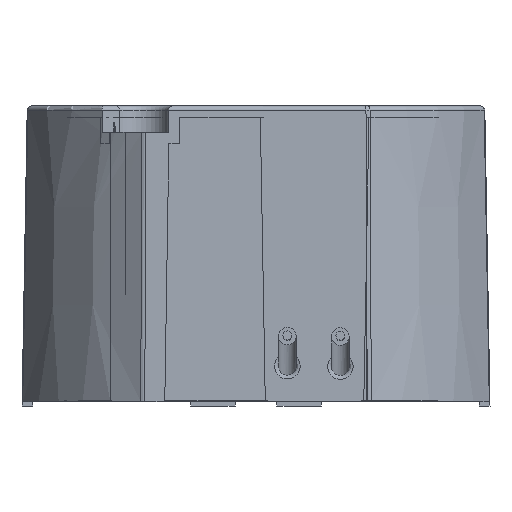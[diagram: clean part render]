
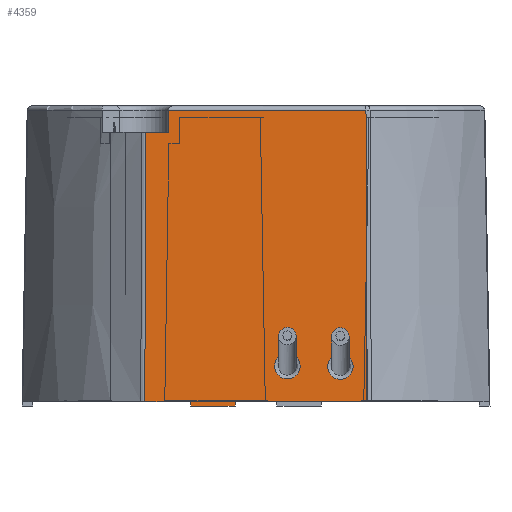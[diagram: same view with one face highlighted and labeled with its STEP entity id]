
A CAD part, front view. The second image highlights one B-rep face of the part: STEP entity #4359.
In plain terms, the highlighted planar face has unit normal (0, -1, 0.018).
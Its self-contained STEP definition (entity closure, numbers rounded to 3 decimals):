
#55=ELLIPSE('',#4614,0.5,0.5);
#145=CIRCLE('',#4612,1.45);
#146=CIRCLE('',#4613,1.45);
#300=B_SPLINE_CURVE_WITH_KNOTS('',3,(#6372,#6373,#6374,#6375),
 .UNSPECIFIED.,.F.,.F.,(4,4),(0.,0.033),.UNSPECIFIED.);
#301=B_SPLINE_CURVE_WITH_KNOTS('',3,(#6382,#6383,#6384,#6385),
 .UNSPECIFIED.,.F.,.F.,(4,4),(0.003,0.034),
 .UNSPECIFIED.);
#700=ORIENTED_EDGE('',*,*,#1490,.T.);
#701=ORIENTED_EDGE('',*,*,#1491,.T.);
#702=ORIENTED_EDGE('',*,*,#1492,.T.);
#703=ORIENTED_EDGE('',*,*,#1493,.T.);
#704=ORIENTED_EDGE('',*,*,#1494,.T.);
#705=ORIENTED_EDGE('',*,*,#1495,.F.);
#706=ORIENTED_EDGE('',*,*,#1433,.T.);
#707=ORIENTED_EDGE('',*,*,#1496,.T.);
#708=ORIENTED_EDGE('',*,*,#1330,.T.);
#709=ORIENTED_EDGE('',*,*,#1497,.F.);
#710=ORIENTED_EDGE('',*,*,#1498,.T.);
#711=ORIENTED_EDGE('',*,*,#1499,.T.);
#712=ORIENTED_EDGE('',*,*,#1295,.T.);
#1295=EDGE_CURVE('',#1731,#1730,#2031,.F.);
#1330=EDGE_CURVE('',#1758,#1757,#2042,.F.);
#1433=EDGE_CURVE('',#1849,#1848,#2101,.F.);
#1490=EDGE_CURVE('',#1891,#1891,#145,.F.);
#1491=EDGE_CURVE('',#1892,#1892,#146,.F.);
#1492=EDGE_CURVE('',#1730,#1893,#300,.T.);
#1493=EDGE_CURVE('',#1893,#1894,#2127,.F.);
#1494=EDGE_CURVE('',#1894,#1895,#55,.T.);
#1495=EDGE_CURVE('',#1849,#1895,#2128,.F.);
#1496=EDGE_CURVE('',#1848,#1758,#301,.T.);
#1497=EDGE_CURVE('',#1896,#1757,#2129,.T.);
#1498=EDGE_CURVE('',#1896,#1897,#2130,.T.);
#1499=EDGE_CURVE('',#1897,#1731,#2131,.T.);
#1730=VERTEX_POINT('',#5799);
#1731=VERTEX_POINT('',#5801);
#1757=VERTEX_POINT('',#5964);
#1758=VERTEX_POINT('',#5966);
#1848=VERTEX_POINT('',#6211);
#1849=VERTEX_POINT('',#6213);
#1891=VERTEX_POINT('',#6369);
#1892=VERTEX_POINT('',#6371);
#1893=VERTEX_POINT('',#6376);
#1894=VERTEX_POINT('',#6378);
#1895=VERTEX_POINT('',#6380);
#1896=VERTEX_POINT('',#6387);
#1897=VERTEX_POINT('',#6389);
#2031=LINE('',#5800,#2258);
#2042=LINE('',#5965,#2269);
#2101=LINE('',#6212,#2328);
#2127=LINE('',#6377,#2354);
#2128=LINE('',#6381,#2355);
#2129=LINE('',#6386,#2356);
#2130=LINE('',#6388,#2357);
#2131=LINE('',#6390,#2358);
#2258=VECTOR('',#4912,1000.);
#2269=VECTOR('',#4945,1000.);
#2328=VECTOR('',#5086,1000.);
#2354=VECTOR('',#5164,1000.);
#2355=VECTOR('',#5167,1000.);
#2356=VECTOR('',#5168,1000.);
#2357=VECTOR('',#5169,1000.);
#2358=VECTOR('',#5170,1000.);
#2503=EDGE_LOOP('',(#700));
#2504=EDGE_LOOP('',(#701));
#2505=EDGE_LOOP('',(#702,#703,#704,#705,#706,#707,#708,#709,#710,#711,#712));
#2738=FACE_BOUND('',#2503,.T.);
#2739=FACE_BOUND('',#2504,.T.);
#2740=FACE_BOUND('',#2505,.T.);
#2945=PLANE('',#4611);
#4359=ADVANCED_FACE('',(#2738,#2739,#2740),#2945,.T.);
#4611=AXIS2_PLACEMENT_3D('',#6367,#5158,#5159);
#4612=AXIS2_PLACEMENT_3D('',#6368,#5160,#5161);
#4613=AXIS2_PLACEMENT_3D('',#6370,#5162,#5163);
#4614=AXIS2_PLACEMENT_3D('',#6379,#5165,#5166);
#4912=DIRECTION('',(-1.,0.,0.));
#4945=DIRECTION('',(-1.,0.,0.));
#5086=DIRECTION('',(1.,0.,0.));
#5158=DIRECTION('',(0.,-1.,0.017));
#5159=DIRECTION('',(0.,0.017,1.));
#5160=DIRECTION('',(0.,-1.,0.017));
#5161=DIRECTION('',(0.,0.017,1.));
#5162=DIRECTION('',(0.,-1.,0.017));
#5163=DIRECTION('',(0.,0.017,1.));
#5164=DIRECTION('',(1.,0.,0.));
#5165=DIRECTION('',(0.,-1.,0.017));
#5166=DIRECTION('',(0.,-0.017,-1.));
#5167=DIRECTION('',(0.,-0.017,-1.));
#5168=DIRECTION('',(0.017,0.017,1.));
#5169=DIRECTION('',(1.,0.,0.));
#5170=DIRECTION('',(-0.017,0.017,1.));
#5799=CARTESIAN_POINT('',(4.909,-26.02,0.825));
#5800=CARTESIAN_POINT('',(-10.784,-26.02,0.825));
#5801=CARTESIAN_POINT('',(-10.071,-26.02,0.825));
#5964=CARTESIAN_POINT('',(-15.091,-26.02,0.825));
#5965=CARTESIAN_POINT('',(-10.784,-26.02,0.825));
#5966=CARTESIAN_POINT('',(-20.291,-26.02,0.825));
#6211=CARTESIAN_POINT('',(-20.161,-25.487,31.325));
#6212=CARTESIAN_POINT('',(-10.784,-25.487,31.325));
#6213=CARTESIAN_POINT('',(-17.62,-25.487,31.325));
#6367=CARTESIAN_POINT('',(-10.784,-26.02,0.825));
#6368=CARTESIAN_POINT('',(-4.138,-25.95,4.844));
#6369=CARTESIAN_POINT('',(-4.138,-25.924,6.293));
#6370=CARTESIAN_POINT('',(1.862,-25.95,4.805));
#6371=CARTESIAN_POINT('',(1.862,-25.925,6.254));
#6372=CARTESIAN_POINT('',(4.909,-26.02,0.825));
#6373=CARTESIAN_POINT('',(4.862,-25.828,11.828));
#6374=CARTESIAN_POINT('',(4.816,-25.636,22.831));
#6375=CARTESIAN_POINT('',(4.769,-25.443,33.833));
#6376=CARTESIAN_POINT('',(4.769,-25.443,33.833));
#6377=CARTESIAN_POINT('',(-17.62,-25.443,33.833));
#6378=CARTESIAN_POINT('',(-17.62,-25.443,33.833));
#6379=CARTESIAN_POINT('',(-17.12,-25.444,33.825));
#6380=CARTESIAN_POINT('',(-17.62,-25.444,33.825));
#6381=CARTESIAN_POINT('',(-17.62,-26.02,0.825));
#6382=CARTESIAN_POINT('',(-20.161,-25.487,31.325));
#6383=CARTESIAN_POINT('',(-20.205,-25.665,21.158));
#6384=CARTESIAN_POINT('',(-20.248,-25.842,10.991));
#6385=CARTESIAN_POINT('',(-20.291,-26.02,0.825));
#6386=CARTESIAN_POINT('',(-15.079,-26.008,1.522));
#6387=CARTESIAN_POINT('',(-15.1,-26.028,0.325));
#6388=CARTESIAN_POINT('',(-7.691,-26.028,0.325));
#6389=CARTESIAN_POINT('',(-10.062,-26.028,0.325));
#6390=CARTESIAN_POINT('',(-10.07,-26.02,0.783));
